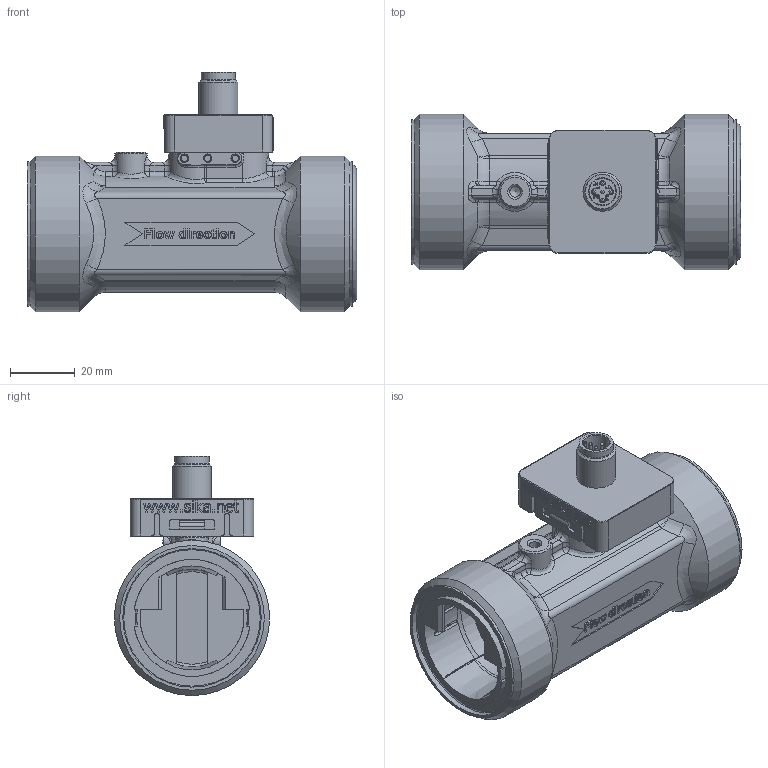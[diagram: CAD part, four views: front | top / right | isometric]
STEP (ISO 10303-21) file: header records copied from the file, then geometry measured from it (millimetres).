
FILE_DESCRIPTION(/* description */ (''),/* implementation_level */ '2;1');
FILE_NAME(/* name */ 'VVXDDSNBRRRP251U.stp',/* time_stamp */ '2024-04-11T09:47:25+02:00',/* author */ ('sadlowski'),/* organization */ (''),/* preprocessor_version */ 'ST-DEVELOPER v18',/* originating_system */ 'Autodesk Inventor 2020',/* authorisation */ '');
FILE_SCHEMA (('AUTOMOTIVE_DESIGN { 1 0 10303 214 3 1 1 }'));
Products named in the file (1): _
Bounding box: 101.3 x 47.8 x 73.6 mm (x, y, z)
Volume: 126652.2 mm3; surface area: 34044.3 mm2
Topology: 2 solids, 2 shells, 1384 faces, 3732 edges, 2427 vertices
Faces by surface type: plane 750, bspline 343, cylinder 201, torus 52, cone 30, sphere 8
Full cylindrical faces by diameter (mm): 0.5 x1, 0.714 x1, 1 x5, 2 x3, 3.24 x1, 10 x1, 10.5 x1, 10.6 x1, 12 x1, 14 x1, 32 x1, 34 x1, 36 x2, 37 x1, 42.6 x3, 44.5 x2, 47.803 x2
Entity records: 49424 total; most frequent: CARTESIAN_POINT 16626, ORIENTED_EDGE 7436, DIRECTION 5682, EDGE_CURVE 3718, VERTEX_POINT 2427, LINE 2298, VECTOR 2298, AXIS2_PLACEMENT_3D 1692
